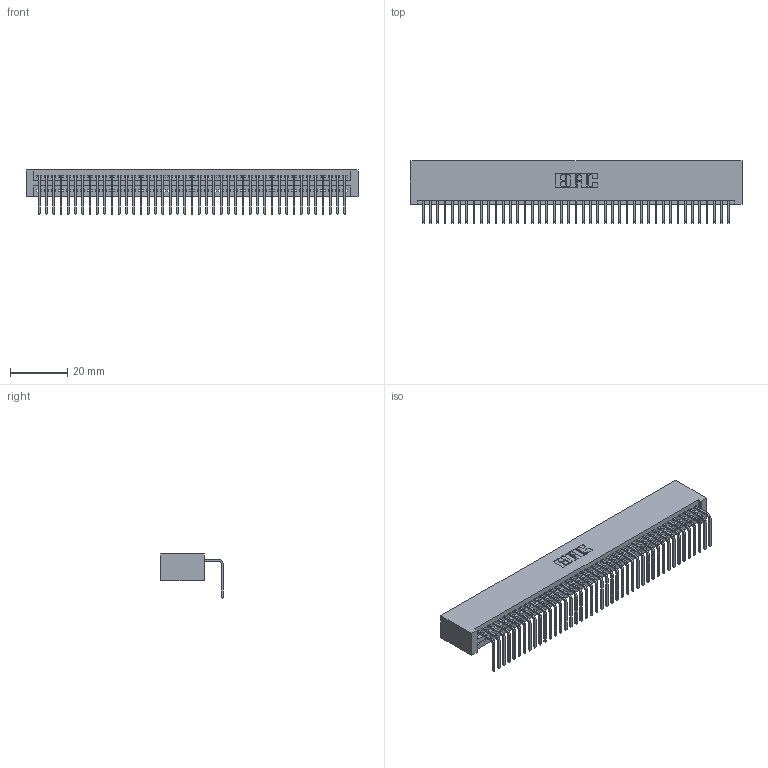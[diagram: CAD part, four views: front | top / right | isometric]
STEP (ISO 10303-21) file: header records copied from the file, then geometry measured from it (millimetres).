
FILE_DESCRIPTION (( 'STEP AP203' ), '1' );
FILE_NAME ('395-043-558-101.STEP', '2019-10-11T12:08:22', ( '' ), ( '' ), 'SwSTEP 2.0', 'SolidWorks 2016', '' );
FILE_SCHEMA (( 'CONFIG_CONTROL_DESIGN' ));
Length unit declared in the file: inch
Products named in the file (3): 345-292-001_558 Tail - 2; 395-043-558-101; 345 Part_No Mounting Lugs
Assembly tree (44 placements, depth 2):
  395-043-558-101
    345 Part_No Mounting Lugs
    345-292-001_558 Tail - 2  x43
Bounding box: 115.82 x 21.83 x 15.37 mm (x, y, z)
Volume: 11736.9 mm3; surface area: 16642.9 mm2
Topology: 44 solids, 44 shells, 2698 faces, 8143 edges, 5370 vertices
Faces by surface type: plane 1882, cylinder 816
Entity records: 32035 total; most frequent: CARTESIAN_POINT 5557, ORIENTED_EDGE 5534, DIRECTION 4845, EDGE_CURVE 2767, VECTOR 2471, LINE 2471, VERTEX_POINT 1842, AXIS2_PLACEMENT_3D 1187
